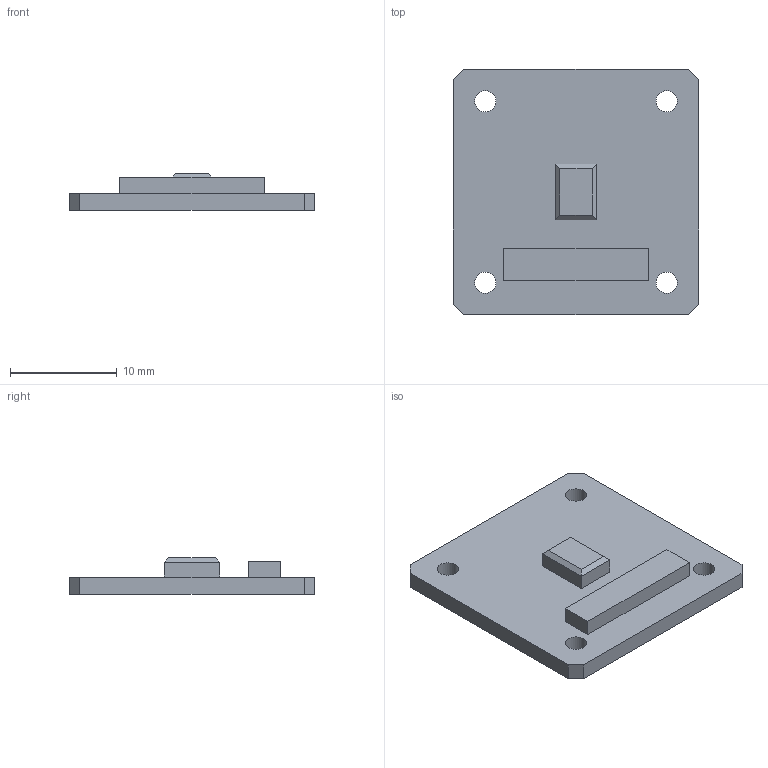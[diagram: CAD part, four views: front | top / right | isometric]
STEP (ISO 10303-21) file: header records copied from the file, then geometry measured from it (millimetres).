
FILE_DESCRIPTION(/* description */ (''),/* implementation_level */ '2;1');
FILE_NAME(/* name */ 'Encoder 14bit v5.step',/* time_stamp */ '2024-05-28T16:37:02+02:00',/* author */ (''),/* organization */ (''),/* preprocessor_version */ 'ST-DEVELOPER v20',/* originating_system */ 'Autodesk Translation Framework v13.14.0.145',/* authorisation */ '');
FILE_SCHEMA (('AUTOMOTIVE_DESIGN { 1 0 10303 214 3 1 1 }'));
Length unit declared in the file: millimetre
Products named in the file (1): Encoder 14bit
Bounding box: 23 x 23 x 3.4 mm (x, y, z)
Volume: 918.1 mm3; surface area: 1289.9 mm2
Topology: 1 solids, 1 shells, 28 faces, 68 edges, 44 vertices
Faces by surface type: plane 24, cylinder 4
Full cylindrical faces by diameter (mm): 2 x4
Entity records: 864 total; most frequent: CARTESIAN_POINT 141, ORIENTED_EDGE 136, DIRECTION 134, EDGE_CURVE 68, LINE 60, VECTOR 60, VERTEX_POINT 44, EDGE_LOOP 38
